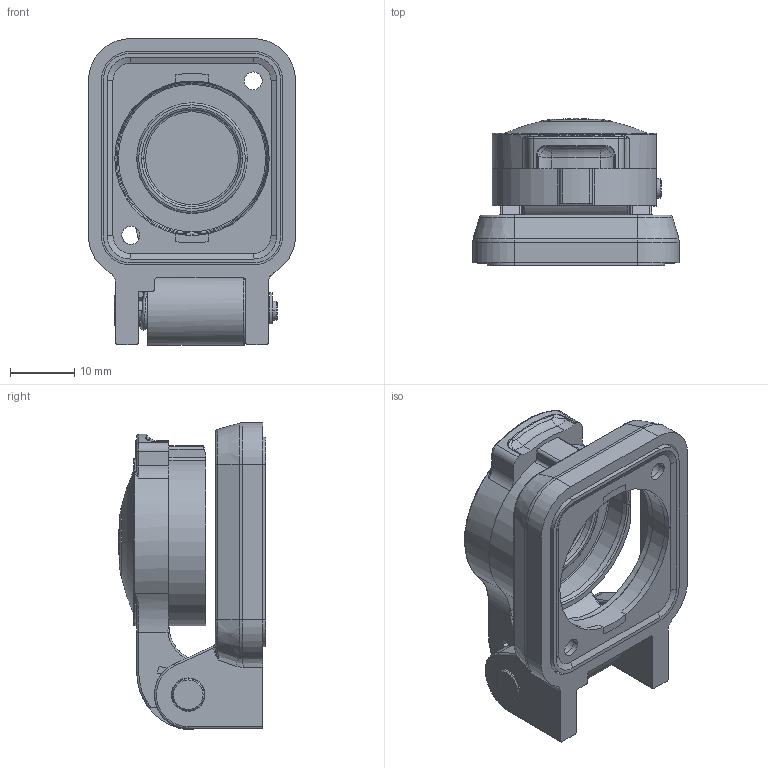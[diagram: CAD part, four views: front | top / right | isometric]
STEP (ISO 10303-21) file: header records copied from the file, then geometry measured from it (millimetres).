
FILE_DESCRIPTION((''),'2;1');
FILE_NAME('M_CHASSIS_ASM_ASM','2021-04-02T',('xhp'),(''),'PRO/ENGINEER BY PARAMETRIC TECHNOLOGY CORPORATION, 2013040','PRO/ENGINEER BY PARAMETRIC TECHNOLOGY CORPORATION, 2013040','');
FILE_SCHEMA(('CONFIG_CONTROL_DESIGN'));
Length unit declared in the file: millimetre
Products named in the file (11): M_CHASSIS; PIN; CLAMP_SPRING; PIN_ASM_ASM; SPRING_M; 7_899_012RUBBER; 7_899_013RUBBER; 8_605_038COVER; 7_899_018CAP; 7_899_018CAP_ASM; M_CHASSIS_ASM_ASM
Assembly tree (10 placements, depth 3):
  M_CHASSIS_ASM_ASM
    M_CHASSIS
    PIN_ASM_ASM
      PIN
      CLAMP_SPRING
    SPRING_M
    7_899_012RUBBER
    7_899_013RUBBER
    7_899_018CAP_ASM
      8_605_038COVER
      7_899_018CAP
Bounding box: 32.15 x 22.83 x 47.67 mm (x, y, z)
Volume: 12304.3 mm3; surface area: 12685.6 mm2
Topology: 8 solids, 8 shells, 619 faces, 1649 edges, 1052 vertices
Faces by surface type: cylinder 224, plane 207, bspline 57, torus 37, extrusion 36, cone 30, sphere 27, revolution 1
Entity records: 28520 total; most frequent: CARTESIAN_POINT 13204, ORIENTED_EDGE 3266, DIRECTION 3015, EDGE_CURVE 1633, AXIS2_PLACEMENT_3D 1118, VERTEX_POINT 1052, VECTOR 778, LINE 742
